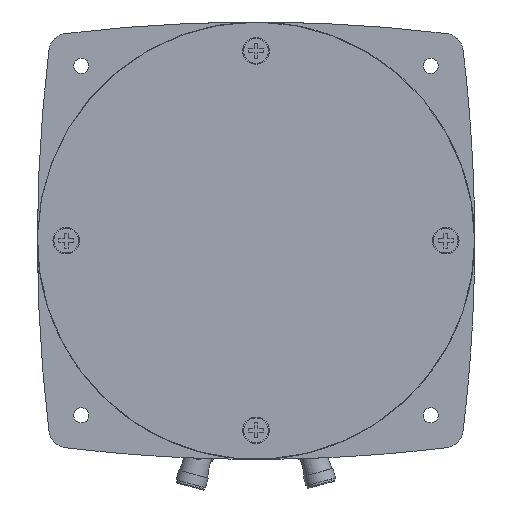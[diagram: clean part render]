
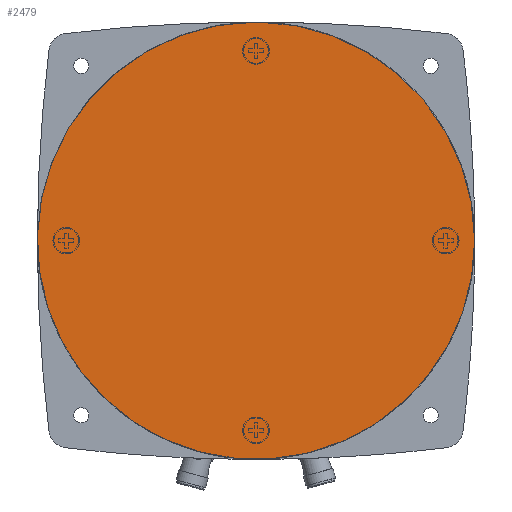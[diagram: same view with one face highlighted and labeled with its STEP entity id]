
A CAD part, front view. The second image highlights one B-rep face of the part: STEP entity #2479.
In plain terms, the highlighted planar face has unit normal (0, -1, 0).
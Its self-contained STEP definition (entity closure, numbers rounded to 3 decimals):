
#675=FACE_OUTER_BOUND('',#850,.T.);
#850=EDGE_LOOP('',(#1807));
#1131=CIRCLE('',#2673,57.5);
#1256=VERTEX_POINT('',#3690);
#1494=EDGE_CURVE('',#1256,#1256,#1131,.T.);
#1807=ORIENTED_EDGE('',*,*,#1494,.T.);
#2407=PLANE('',#2676);
#2479=ADVANCED_FACE('',(#675),#2407,.F.);
#2673=AXIS2_PLACEMENT_3D('',#3691,#2993,#2994);
#2676=AXIS2_PLACEMENT_3D('',#3694,#2999,#3000);
#2993=DIRECTION('center_axis',(0.,-1.,0.));
#2994=DIRECTION('ref_axis',(-1.,0.,0.));
#2999=DIRECTION('center_axis',(0.,1.,0.));
#3000=DIRECTION('ref_axis',(0.,0.,1.));
#3690=CARTESIAN_POINT('',(57.5,-1.51,0.));
#3691=CARTESIAN_POINT('Origin',(0.,-1.51,0.));
#3694=CARTESIAN_POINT('Origin',(0.,-1.51,0.));
